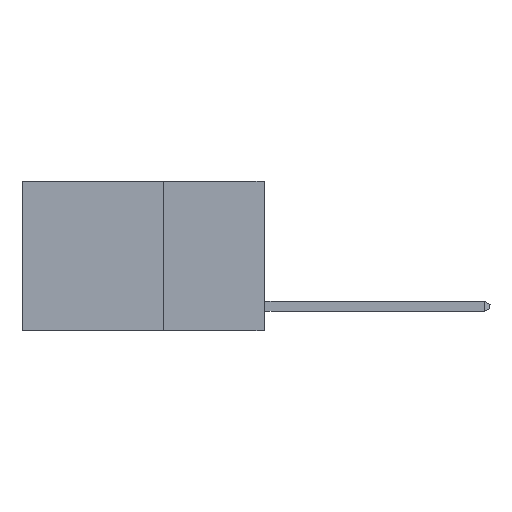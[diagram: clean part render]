
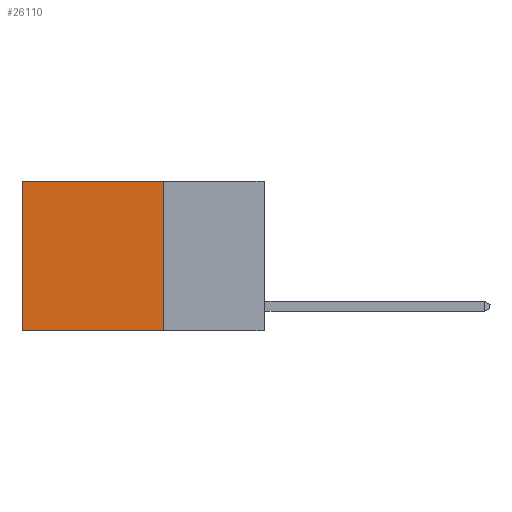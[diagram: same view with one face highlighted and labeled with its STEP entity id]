
A CAD part, left-side view. The second image highlights one B-rep face of the part: STEP entity #26110.
In plain terms, the highlighted planar face has unit normal (-1, 0, 0).
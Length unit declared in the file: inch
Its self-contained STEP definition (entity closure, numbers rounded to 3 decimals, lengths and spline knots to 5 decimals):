
#614 = CARTESIAN_POINT ( 'NONE',  ( 0.2625, 0.6, 0. ) ) ;
#2885 = LINE ( 'NONE', #23402, #13114 ) ;
#3017 = VERTEX_POINT ( 'NONE', #26582 ) ;
#3222 = EDGE_CURVE ( 'NONE', #23088, #8672, #2885, .T. ) ;
#4207 = LINE ( 'NONE', #25608, #25405 ) ;
#4274 = EDGE_LOOP ( 'NONE', ( #17096, #5710, #20271, #23685 ) ) ;
#4707 = EDGE_CURVE ( 'NONE', #3017, #23088, #4207, .T. ) ;
#5002 = VERTEX_POINT ( 'NONE', #614 ) ;
#5710 = ORIENTED_EDGE ( 'NONE', *, *, #3222, .F. ) ;
#7070 = LINE ( 'NONE', #11691, #20486 ) ;
#8672 = VERTEX_POINT ( 'NONE', #11857 ) ;
#8833 = AXIS2_PLACEMENT_3D ( 'NONE', #9331, #15320, #13263 ) ;
#9150 = CARTESIAN_POINT ( 'NONE',  ( 0.2625, 0.25, -0.37 ) ) ;
#9331 = CARTESIAN_POINT ( 'NONE',  ( 0.2625, 0.25, 0. ) ) ;
#11691 = CARTESIAN_POINT ( 'NONE',  ( 0.2625, 0.25, 0. ) ) ;
#11857 = CARTESIAN_POINT ( 'NONE',  ( 0.2625, 0.6, -0.37 ) ) ;
#13114 = VECTOR ( 'NONE', #23651, 39.37008 ) ;
#13263 = DIRECTION ( 'NONE',  ( 0., 0., -1. ) ) ;
#15320 = DIRECTION ( 'NONE',  ( 1., 0., 0. ) ) ;
#16406 = DIRECTION ( 'NONE',  ( 0., 0., -1. ) ) ;
#17096 = ORIENTED_EDGE ( 'NONE', *, *, #24980, .T. ) ;
#17645 = DIRECTION ( 'NONE',  ( 0., 0., -1. ) ) ;
#17848 = LINE ( 'NONE', #21680, #22023 ) ;
#17931 = DIRECTION ( 'NONE',  ( 0., 1., 0. ) ) ;
#17955 = EDGE_CURVE ( 'NONE', #3017, #5002, #7070, .T. ) ;
#19360 = FACE_OUTER_BOUND ( 'NONE', #4274, .T. ) ;
#20271 = ORIENTED_EDGE ( 'NONE', *, *, #4707, .F. ) ;
#20486 = VECTOR ( 'NONE', #17931, 39.37008 ) ;
#21680 = CARTESIAN_POINT ( 'NONE',  ( 0.2625, 0.6, 0. ) ) ;
#22023 = VECTOR ( 'NONE', #17645, 39.37008 ) ;
#23088 = VERTEX_POINT ( 'NONE', #9150 ) ;
#23402 = CARTESIAN_POINT ( 'NONE',  ( 0.2625, 0.25, -0.37 ) ) ;
#23651 = DIRECTION ( 'NONE',  ( 0., 1., 0. ) ) ;
#23683 = PLANE ( 'NONE',  #8833 ) ;
#23685 = ORIENTED_EDGE ( 'NONE', *, *, #17955, .T. ) ;
#24980 = EDGE_CURVE ( 'NONE', #5002, #8672, #17848, .T. ) ;
#25405 = VECTOR ( 'NONE', #16406, 39.37008 ) ;
#25608 = CARTESIAN_POINT ( 'NONE',  ( 0.2625, 0.25, 0. ) ) ;
#26110 = ADVANCED_FACE ( 'NONE', ( #19360 ), #23683, .F. ) ;
#26582 = CARTESIAN_POINT ( 'NONE',  ( 0.2625, 0.25, 0. ) ) ;
